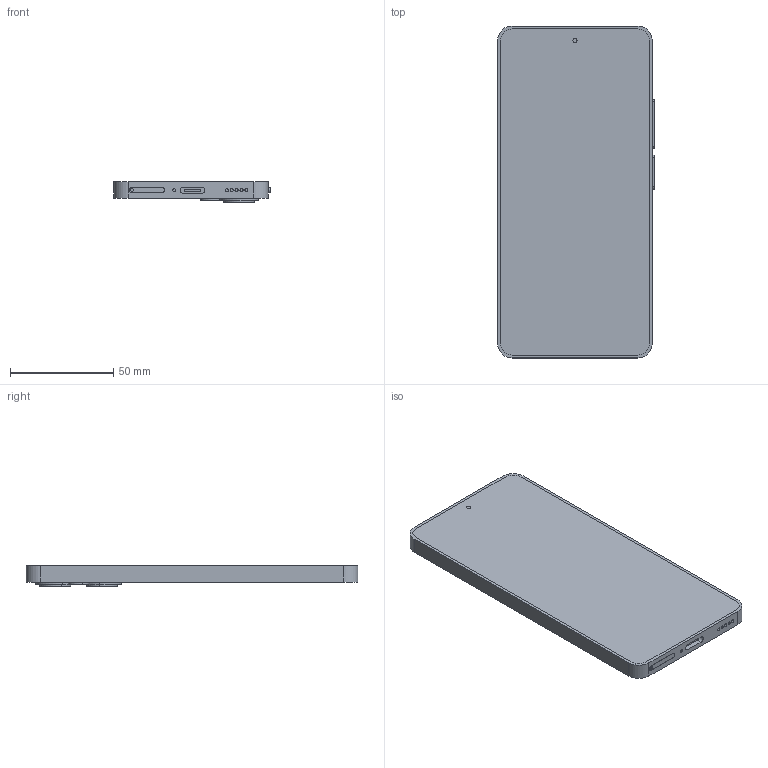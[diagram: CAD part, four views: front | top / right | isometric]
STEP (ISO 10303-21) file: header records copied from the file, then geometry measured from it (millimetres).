
FILE_DESCRIPTION (( 'STEP AP214' ), '1' );
FILE_NAME ('酴珆淥.STEP', '2025-01-14T08:38:15', ( '' ), ( '' ), 'SwSTEP 2.0', 'SolidWorks 2024', '' );
FILE_SCHEMA (( 'AUTOMOTIVE_DESIGN' ));
Length unit declared in the file: millimetre
Products named in the file (7): 镜头上; 镜头右; 黄显振; 按钮上; 零件1; 按钮下; 镜头下
Assembly tree (6 placements, depth 2):
  黄显振
    零件1
    镜头上
    镜头下
    镜头右
    按钮上
    按钮下
Bounding box: 75.95 x 161.11 x 9.9 mm (x, y, z)
Volume: 95706.3 mm3; surface area: 31176.9 mm2
Topology: 6 solids, 6 shells, 137 faces, 299 edges, 208 vertices
Faces by surface type: plane 73, cylinder 64
Entity records: 4071 total; most frequent: DIRECTION 741, CARTESIAN_POINT 653, ORIENTED_EDGE 598, EDGE_CURVE 299, AXIS2_PLACEMENT_3D 296, VERTEX_POINT 208, EDGE_LOOP 171, CIRCLE 150
